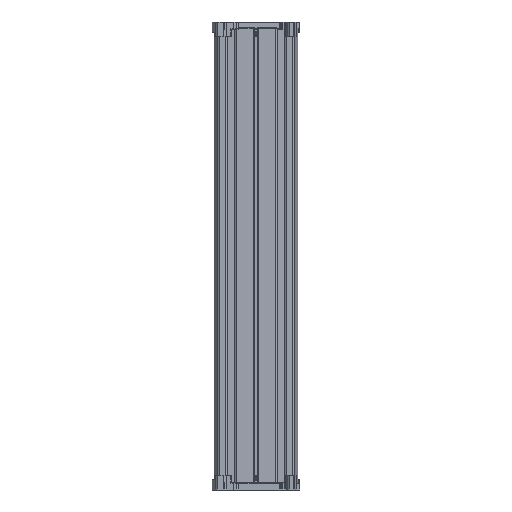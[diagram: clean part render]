
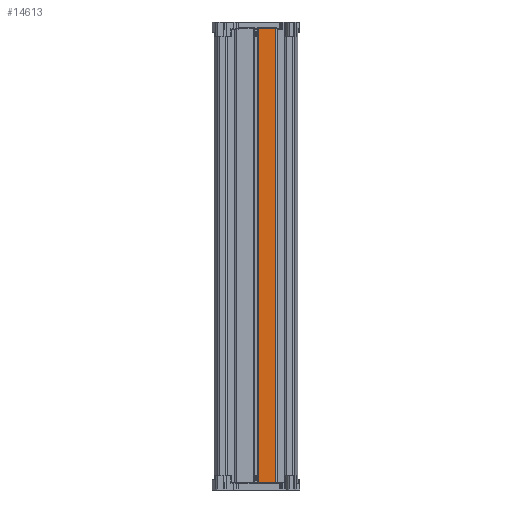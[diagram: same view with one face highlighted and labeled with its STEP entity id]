
A CAD part, front view. The second image highlights one B-rep face of the part: STEP entity #14613.
In plain terms, the highlighted planar face has unit normal (0, -1, 0).
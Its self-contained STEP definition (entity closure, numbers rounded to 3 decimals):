
#1290 = DIRECTION ( 'NONE',  ( 0., -1., 0. ) ) ;
#1402 = ORIENTED_EDGE ( 'NONE', *, *, #14886, .F. ) ;
#1641 = VECTOR ( 'NONE', #6342, 1000. ) ;
#2149 = CARTESIAN_POINT ( 'NONE',  ( 1.25, -15.55, -96. ) ) ;
#2360 = CARTESIAN_POINT ( 'NONE',  ( 10.8, -15.55, -96. ) ) ;
#2448 = ORIENTED_EDGE ( 'NONE', *, *, #3670, .T. ) ;
#2629 = CARTESIAN_POINT ( 'NONE',  ( 1.25, -15.55, -96. ) ) ;
#3670 = EDGE_CURVE ( 'NONE', #6300, #5121, #4362, .T. ) ;
#4362 = LINE ( 'NONE', #15161, #12972 ) ;
#4409 = ORIENTED_EDGE ( 'NONE', *, *, #11430, .T. ) ;
#4448 = DIRECTION ( 'NONE',  ( 0., 0., -1. ) ) ;
#4499 = CARTESIAN_POINT ( 'NONE',  ( 1.25, -15.55, -96. ) ) ;
#4910 = DIRECTION ( 'NONE',  ( 0., 0., 1. ) ) ;
#5121 = VERTEX_POINT ( 'NONE', #7428 ) ;
#6044 = LINE ( 'NONE', #2360, #17231 ) ;
#6300 = VERTEX_POINT ( 'NONE', #2149 ) ;
#6342 = DIRECTION ( 'NONE',  ( 1., 0., 0. ) ) ;
#7428 = CARTESIAN_POINT ( 'NONE',  ( 10.8, -15.55, -96. ) ) ;
#7449 = LINE ( 'NONE', #16084, #1641 ) ;
#8077 = CARTESIAN_POINT ( 'NONE',  ( 1.25, -15.55, 154. ) ) ;
#8171 = DIRECTION ( 'NONE',  ( 0., 0., 1. ) ) ;
#9198 = VECTOR ( 'NONE', #8171, 1000. ) ;
#9625 = DIRECTION ( 'NONE',  ( 1., 0., 0. ) ) ;
#10480 = LINE ( 'NONE', #2629, #9198 ) ;
#10664 = FACE_OUTER_BOUND ( 'NONE', #16964, .T. ) ;
#11430 = EDGE_CURVE ( 'NONE', #5121, #11675, #6044, .T. ) ;
#11675 = VERTEX_POINT ( 'NONE', #13772 ) ;
#12283 = PLANE ( 'NONE',  #12310 ) ;
#12310 = AXIS2_PLACEMENT_3D ( 'NONE', #4499, #1290, #4448 ) ;
#12871 = ORIENTED_EDGE ( 'NONE', *, *, #14096, .F. ) ;
#12972 = VECTOR ( 'NONE', #9625, 1000. ) ;
#13772 = CARTESIAN_POINT ( 'NONE',  ( 10.8, -15.55, 154. ) ) ;
#14096 = EDGE_CURVE ( 'NONE', #6300, #15099, #10480, .T. ) ;
#14613 = ADVANCED_FACE ( 'NONE', ( #10664 ), #12283, .T. ) ;
#14886 = EDGE_CURVE ( 'NONE', #15099, #11675, #7449, .T. ) ;
#15099 = VERTEX_POINT ( 'NONE', #8077 ) ;
#15161 = CARTESIAN_POINT ( 'NONE',  ( 1.25, -15.55, -96. ) ) ;
#16084 = CARTESIAN_POINT ( 'NONE',  ( 1.25, -15.55, 154. ) ) ;
#16964 = EDGE_LOOP ( 'NONE', ( #1402, #12871, #2448, #4409 ) ) ;
#17231 = VECTOR ( 'NONE', #4910, 1000. ) ;
